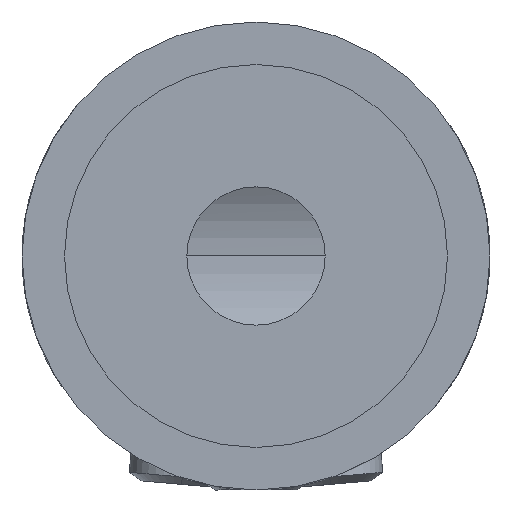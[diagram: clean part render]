
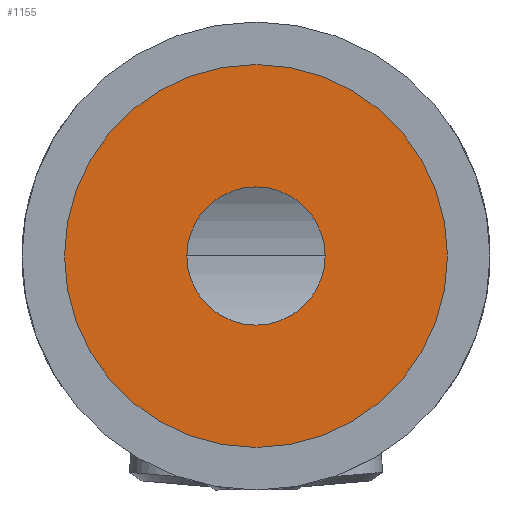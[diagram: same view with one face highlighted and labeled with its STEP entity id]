
A CAD part, left-side view. The second image highlights one B-rep face of the part: STEP entity #1155.
In plain terms, the highlighted planar face has unit normal (-1, 0, 0).
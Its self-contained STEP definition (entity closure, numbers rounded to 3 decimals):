
#29 = AXIS2_PLACEMENT_3D ( 'NONE', #2172, #512, #2851 ) ;
#102 = EDGE_CURVE ( 'NONE', #879, #1411, #322, .T. ) ;
#136 = AXIS2_PLACEMENT_3D ( 'NONE', #1332, #204, #2291 ) ;
#204 = DIRECTION ( 'NONE',  ( 1., 0., 0. ) ) ;
#322 = CIRCLE ( 'NONE', #29, 9. ) ;
#504 = ORIENTED_EDGE ( 'NONE', *, *, #102, .T. ) ;
#512 = DIRECTION ( 'NONE',  ( -1., 0., 0. ) ) ;
#520 = DIRECTION ( 'NONE',  ( -1., 0., 0. ) ) ;
#522 = CARTESIAN_POINT ( 'NONE',  ( 2.1, 0., -9. ) ) ;
#606 = CARTESIAN_POINT ( 'NONE',  ( 2.1, 0., 0. ) ) ;
#740 = CARTESIAN_POINT ( 'NONE',  ( 2.1, 0., 3.25 ) ) ;
#879 = VERTEX_POINT ( 'NONE', #1515 ) ;
#969 = CIRCLE ( 'NONE', #1353, 3.25 ) ;
#1070 = AXIS2_PLACEMENT_3D ( 'NONE', #2394, #520, #1722 ) ;
#1102 = ORIENTED_EDGE ( 'NONE', *, *, #2005, .F. ) ;
#1118 = ORIENTED_EDGE ( 'NONE', *, *, #2413, .T. ) ;
#1155 = ADVANCED_FACE ( 'NONE', ( #2309, #1348 ), #2799, .F. ) ;
#1315 = VERTEX_POINT ( 'NONE', #740 ) ;
#1332 = CARTESIAN_POINT ( 'NONE',  ( 2.1, 3.25, 0. ) ) ;
#1341 = CARTESIAN_POINT ( 'NONE',  ( 2.1, 0., 0. ) ) ;
#1348 = FACE_OUTER_BOUND ( 'NONE', #1571, .T. ) ;
#1353 = AXIS2_PLACEMENT_3D ( 'NONE', #1341, #1582, #1358 ) ;
#1358 = DIRECTION ( 'NONE',  ( 0., 0., 1. ) ) ;
#1401 = VERTEX_POINT ( 'NONE', #2824 ) ;
#1411 = VERTEX_POINT ( 'NONE', #522 ) ;
#1515 = CARTESIAN_POINT ( 'NONE',  ( 2.1, 0., 9. ) ) ;
#1545 = AXIS2_PLACEMENT_3D ( 'NONE', #606, #2286, #1806 ) ;
#1571 = EDGE_LOOP ( 'NONE', ( #504, #1118 ) ) ;
#1582 = DIRECTION ( 'NONE',  ( -1., 0., 0. ) ) ;
#1700 = ORIENTED_EDGE ( 'NONE', *, *, #2398, .F. ) ;
#1722 = DIRECTION ( 'NONE',  ( 0., 0., 1. ) ) ;
#1806 = DIRECTION ( 'NONE',  ( 0., 0., 1. ) ) ;
#2005 = EDGE_CURVE ( 'NONE', #1401, #1315, #2877, .T. ) ;
#2141 = CIRCLE ( 'NONE', #1545, 9. ) ;
#2172 = CARTESIAN_POINT ( 'NONE',  ( 2.1, 0., 0. ) ) ;
#2260 = EDGE_LOOP ( 'NONE', ( #1700, #1102 ) ) ;
#2286 = DIRECTION ( 'NONE',  ( -1., 0., 0. ) ) ;
#2291 = DIRECTION ( 'NONE',  ( 0., 0., -1. ) ) ;
#2309 = FACE_BOUND ( 'NONE', #2260, .T. ) ;
#2394 = CARTESIAN_POINT ( 'NONE',  ( 2.1, 0., 0. ) ) ;
#2398 = EDGE_CURVE ( 'NONE', #1315, #1401, #969, .T. ) ;
#2413 = EDGE_CURVE ( 'NONE', #1411, #879, #2141, .T. ) ;
#2799 = PLANE ( 'NONE',  #136 ) ;
#2824 = CARTESIAN_POINT ( 'NONE',  ( 2.1, 0., -3.25 ) ) ;
#2851 = DIRECTION ( 'NONE',  ( 0., 0., 1. ) ) ;
#2877 = CIRCLE ( 'NONE', #1070, 3.25 ) ;
